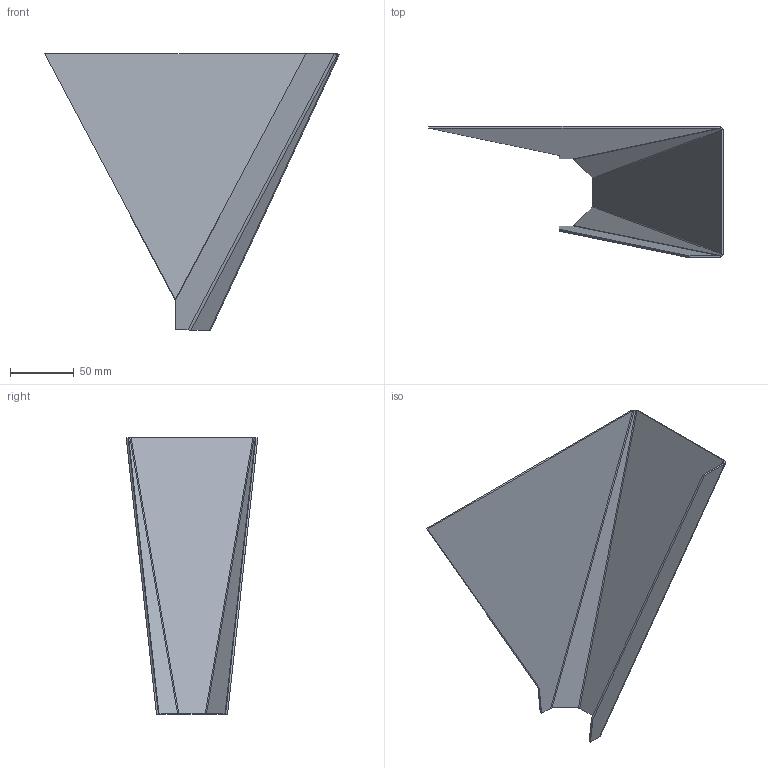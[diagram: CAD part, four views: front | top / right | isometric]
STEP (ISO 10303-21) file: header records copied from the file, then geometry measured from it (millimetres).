
FILE_DESCRIPTION(/* description */ ('Schiebertrichter Seitenwand'),/* implementation_level */ '2;1');
FILE_NAME(/* name */ '3510.608.01.A t1,5 Abwicklung 300621.stp',/* time_stamp */ '2021-06-30T16:00:02+02:00',/* author */ ('guendchen'),/* organization */ ('Mischeraustausch'),/* preprocessor_version */ 'ST-DEVELOPER v15.2',/* originating_system */ 'Autodesk Inventor 2014',/* authorisation */ '');
FILE_SCHEMA (('AUTOMOTIVE_DESIGN { 1 0 10303 214 3 1 1 }'));
Length unit declared in the file: millimetre
Products named in the file (1): 3510.608.01.A t1,5
Bounding box: 230.63 x 103.04 x 216.65 mm (x, y, z)
Volume: 74855.6 mm3; surface area: 101199.6 mm2
Topology: 1 solids, 1 shells, 40 faces, 82 edges, 44 vertices
Faces by surface type: plane 24, cylinder 8, bspline 8
Entity records: 1250 total; most frequent: CARTESIAN_POINT 455, ORIENTED_EDGE 164, DIRECTION 132, EDGE_CURVE 82, LINE 66, VECTOR 66, VERTEX_POINT 44, FACE_OUTER_BOUND 40
